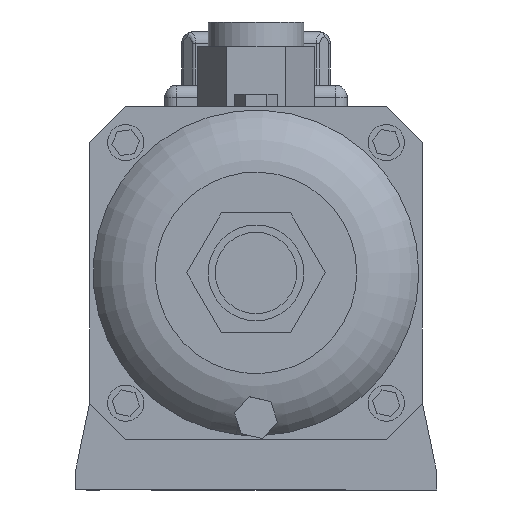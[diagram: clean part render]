
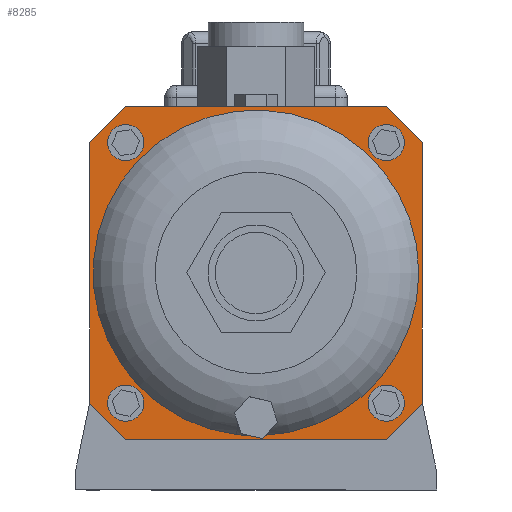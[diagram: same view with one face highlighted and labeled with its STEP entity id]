
A CAD part, left-side view. The second image highlights one B-rep face of the part: STEP entity #8285.
In plain terms, the highlighted planar face has unit normal (-1, 0, 0).
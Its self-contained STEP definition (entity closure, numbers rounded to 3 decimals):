
#178=FACE_BOUND($,#1369,.T.);
#179=FACE_BOUND($,#1370,.T.);
#180=FACE_BOUND($,#1371,.T.);
#181=FACE_BOUND($,#1372,.T.);
#182=FACE_BOUND($,#1373,.T.);
#444=PLANE($,#9014);
#872=FACE_OUTER_BOUND($,#1368,.T.);
#1368=EDGE_LOOP($,(#7296,#7297,#7298,#7299,#7300,#7301,#7302,#7303));
#1369=EDGE_LOOP($,(#7304,#7305));
#1370=EDGE_LOOP($,(#7306));
#1371=EDGE_LOOP($,(#7307));
#1372=EDGE_LOOP($,(#7308));
#1373=EDGE_LOOP($,(#7309));
#1774=CIRCLE($,#9013,7.85);
#1775=CIRCLE($,#9015,67.5);
#1776=CIRCLE($,#9016,7.5);
#1777=CIRCLE($,#9017,7.5);
#1778=CIRCLE($,#9018,7.5);
#1779=CIRCLE($,#9019,7.5);
#2441=LINE($,#14024,#3243);
#2442=LINE($,#14026,#3244);
#2443=LINE($,#14028,#3245);
#2444=LINE($,#14030,#3246);
#2445=LINE($,#14032,#3247);
#2446=LINE($,#14034,#3248);
#2447=LINE($,#14036,#3249);
#2448=LINE($,#14037,#3250);
#3243=VECTOR($,#10997,21.213);
#3244=VECTOR($,#10998,108.);
#3245=VECTOR($,#10999,21.213);
#3246=VECTOR($,#11000,108.);
#3247=VECTOR($,#11001,21.213);
#3248=VECTOR($,#11002,108.);
#3249=VECTOR($,#11003,21.213);
#3250=VECTOR($,#11004,108.);
#4055=VERTEX_POINT($,#13951);
#4056=VERTEX_POINT($,#13952);
#4057=VERTEX_POINT($,#14022);
#4058=VERTEX_POINT($,#14023);
#4059=VERTEX_POINT($,#14025);
#4060=VERTEX_POINT($,#14027);
#4061=VERTEX_POINT($,#14029);
#4062=VERTEX_POINT($,#14031);
#4063=VERTEX_POINT($,#14033);
#4064=VERTEX_POINT($,#14035);
#4065=VERTEX_POINT($,#14039);
#4066=VERTEX_POINT($,#14041);
#4067=VERTEX_POINT($,#14043);
#4068=VERTEX_POINT($,#14045);
#5164=EDGE_CURVE($,#4056,#4055,#1774,.T.);
#5165=EDGE_CURVE($,#4057,#4058,#2441,.T.);
#5166=EDGE_CURVE($,#4057,#4059,#2442,.T.);
#5167=EDGE_CURVE($,#4060,#4059,#2443,.T.);
#5168=EDGE_CURVE($,#4060,#4061,#2444,.T.);
#5169=EDGE_CURVE($,#4062,#4061,#2445,.T.);
#5170=EDGE_CURVE($,#4062,#4063,#2446,.T.);
#5171=EDGE_CURVE($,#4064,#4063,#2447,.T.);
#5172=EDGE_CURVE($,#4064,#4058,#2448,.T.);
#5173=EDGE_CURVE($,#4056,#4055,#1775,.T.);
#5174=EDGE_CURVE($,#4065,#4065,#1776,.T.);
#5175=EDGE_CURVE($,#4066,#4066,#1777,.T.);
#5176=EDGE_CURVE($,#4067,#4067,#1778,.T.);
#5177=EDGE_CURVE($,#4068,#4068,#1779,.T.);
#7296=ORIENTED_EDGE($,*,*,#5165,.F.);
#7297=ORIENTED_EDGE($,*,*,#5166,.T.);
#7298=ORIENTED_EDGE($,*,*,#5167,.F.);
#7299=ORIENTED_EDGE($,*,*,#5168,.T.);
#7300=ORIENTED_EDGE($,*,*,#5169,.F.);
#7301=ORIENTED_EDGE($,*,*,#5170,.T.);
#7302=ORIENTED_EDGE($,*,*,#5171,.F.);
#7303=ORIENTED_EDGE($,*,*,#5172,.T.);
#7304=ORIENTED_EDGE($,*,*,#5164,.T.);
#7305=ORIENTED_EDGE($,*,*,#5173,.F.);
#7306=ORIENTED_EDGE($,*,*,#5174,.T.);
#7307=ORIENTED_EDGE($,*,*,#5175,.T.);
#7308=ORIENTED_EDGE($,*,*,#5176,.T.);
#7309=ORIENTED_EDGE($,*,*,#5177,.T.);
#8285=ADVANCED_FACE($,(#872,#178,#179,#180,#181,#182),#444,.T.);
#9013=AXIS2_PLACEMENT_3D($,#14020,#10993,#10994);
#9014=AXIS2_PLACEMENT_3D($,#14021,#10995,#10996);
#9015=AXIS2_PLACEMENT_3D($,#14038,#11005,#11006);
#9016=AXIS2_PLACEMENT_3D($,#14040,#11007,#11008);
#9017=AXIS2_PLACEMENT_3D($,#14042,#11009,#11010);
#9018=AXIS2_PLACEMENT_3D($,#14044,#11011,#11012);
#9019=AXIS2_PLACEMENT_3D($,#14046,#11013,#11014);
#10993=DIRECTION('center_axis',(1.,0.,0.));
#10994=DIRECTION('ref_axis',(0.,1.,0.));
#10995=DIRECTION('center_axis',(-1.,0.,0.));
#10996=DIRECTION('ref_axis',(0.,-1.,0.));
#10997=DIRECTION($,(0.,0.707,0.707));
#10998=DIRECTION($,(0.,-1.,0.));
#10999=DIRECTION($,(0.,0.707,-0.707));
#11000=DIRECTION($,(0.,0.,1.));
#11001=DIRECTION($,(0.,-0.707,-0.707));
#11002=DIRECTION($,(0.,1.,0.));
#11003=DIRECTION($,(0.,-0.707,0.707));
#11004=DIRECTION($,(0.,0.,-1.));
#11005=DIRECTION('center_axis',(-1.,0.,0.));
#11006=DIRECTION('ref_axis',(0.,-1.,0.));
#11007=DIRECTION('center_axis',(1.,0.,0.));
#11008=DIRECTION('ref_axis',(0.,1.,0.));
#11009=DIRECTION('center_axis',(1.,0.,0.));
#11010=DIRECTION('ref_axis',(0.,1.,0.));
#11011=DIRECTION('center_axis',(1.,0.,0.));
#11012=DIRECTION('ref_axis',(0.,1.,0.));
#11013=DIRECTION('center_axis',(1.,0.,0.));
#11014=DIRECTION('ref_axis',(0.,1.,0.));
#13951=CARTESIAN_POINT('',(-115.091,2.458,22.545));
#13952=CARTESIAN_POINT('',(-115.091,-2.458,22.545));
#14020=CARTESIAN_POINT('Origin',(-115.091,0.,30.));
#14021=CARTESIAN_POINT('Origin',(-115.091,0.,90.));
#14022=CARTESIAN_POINT('',(-115.091,54.,21.));
#14023=CARTESIAN_POINT('',(-115.091,69.,36.));
#14024=CARTESIAN_POINT($,(-115.091,61.5,28.5));
#14025=CARTESIAN_POINT('',(-115.091,-54.,21.));
#14026=CARTESIAN_POINT($,(-115.091,69.,21.));
#14027=CARTESIAN_POINT('',(-115.091,-69.,36.));
#14028=CARTESIAN_POINT($,(-115.091,-61.5,28.5));
#14029=CARTESIAN_POINT('',(-115.091,-69.,144.));
#14030=CARTESIAN_POINT($,(-115.091,-69.,21.));
#14031=CARTESIAN_POINT('',(-115.091,-54.,159.));
#14032=CARTESIAN_POINT($,(-115.091,-61.5,151.5));
#14033=CARTESIAN_POINT('',(-115.091,54.,159.));
#14034=CARTESIAN_POINT($,(-115.091,-69.,159.));
#14035=CARTESIAN_POINT('',(-115.091,69.,144.));
#14036=CARTESIAN_POINT($,(-115.091,61.5,151.5));
#14037=CARTESIAN_POINT($,(-115.091,69.,159.));
#14038=CARTESIAN_POINT('Origin',(-115.091,0.,90.));
#14039=CARTESIAN_POINT('',(-115.091,46.5,144.));
#14040=CARTESIAN_POINT('Origin',(-115.091,54.,144.));
#14041=CARTESIAN_POINT('',(-115.091,-61.5,144.));
#14042=CARTESIAN_POINT('Origin',(-115.091,-54.,144.));
#14043=CARTESIAN_POINT('',(-115.091,46.5,36.));
#14044=CARTESIAN_POINT('Origin',(-115.091,54.,36.));
#14045=CARTESIAN_POINT('',(-115.091,-61.5,36.));
#14046=CARTESIAN_POINT('Origin',(-115.091,-54.,36.));
